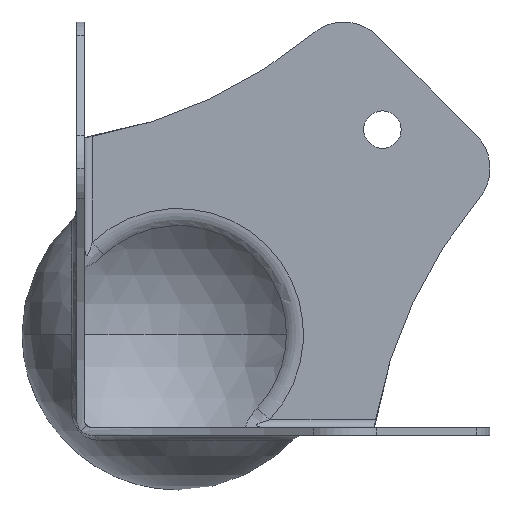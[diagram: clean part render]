
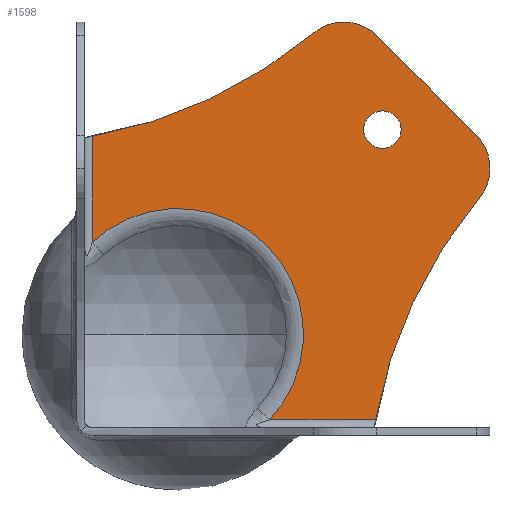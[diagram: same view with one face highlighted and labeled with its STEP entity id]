
A CAD part, front view. The second image highlights one B-rep face of the part: STEP entity #1598.
In plain terms, the highlighted planar face has unit normal (0, -1, 0).
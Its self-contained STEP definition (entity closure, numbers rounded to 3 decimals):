
#74 = AXIS2_PLACEMENT_3D ( 'NONE', #611, #1724, #2312 ) ;
#77 = PLANE ( 'NONE',  #2156 ) ;
#136 = DIRECTION ( 'NONE',  ( 0., -1., 0. ) ) ;
#158 = DIRECTION ( 'NONE',  ( 0., 0., -1. ) ) ;
#179 = VERTEX_POINT ( 'NONE', #1765 ) ;
#201 = CARTESIAN_POINT ( 'NONE',  ( 21.238, 12., 40. ) ) ;
#214 = VERTEX_POINT ( 'NONE', #457 ) ;
#262 = VERTEX_POINT ( 'NONE', #1454 ) ;
#271 = CARTESIAN_POINT ( 'NONE',  ( 0., 12., 0. ) ) ;
#293 = DIRECTION ( 'NONE',  ( 0., -1., 0. ) ) ;
#307 = EDGE_CURVE ( 'NONE', #179, #262, #1405, .T. ) ;
#314 = CARTESIAN_POINT ( 'NONE',  ( -11., 12., 11.747 ) ) ;
#410 = ORIENTED_EDGE ( 'NONE', *, *, #2452, .F. ) ;
#457 = CARTESIAN_POINT ( 'NONE',  ( 38.604, 12., 17.391 ) ) ;
#530 = VERTEX_POINT ( 'NONE', #1496 ) ;
#544 = ORIENTED_EDGE ( 'NONE', *, *, #2364, .F. ) ;
#549 = VECTOR ( 'NONE', #1504, 1000. ) ;
#553 = AXIS2_PLACEMENT_3D ( 'NONE', #1565, #293, #819 ) ;
#611 = CARTESIAN_POINT ( 'NONE',  ( -21.895, 12., 85.618 ) ) ;
#613 = DIRECTION ( 'NONE',  ( 0., -1., 0. ) ) ;
#614 = VERTEX_POINT ( 'NONE', #2296 ) ;
#650 = CARTESIAN_POINT ( 'NONE',  ( -13., 12., -11. ) ) ;
#685 = VERTEX_POINT ( 'NONE', #1936 ) ;
#689 = DIRECTION ( 'NONE',  ( 0., -1., 0. ) ) ;
#699 = CARTESIAN_POINT ( 'NONE',  ( 25.481, 12., 38.243 ) ) ;
#752 = CIRCLE ( 'NONE', #2357, 6. ) ;
#769 = DIRECTION ( 'NONE',  ( 0., 0., -1. ) ) ;
#774 = CIRCLE ( 'NONE', #553, 6. ) ;
#794 = AXIS2_PLACEMENT_3D ( 'NONE', #958, #1932, #769 ) ;
#819 = DIRECTION ( 'NONE',  ( 0., 0., -1. ) ) ;
#833 = EDGE_CURVE ( 'NONE', #214, #2195, #774, .T. ) ;
#864 = DIRECTION ( 'NONE',  ( 0., 0., -1. ) ) ;
#873 = CARTESIAN_POINT ( 'NONE',  ( 26.205, 12., 26.205 ) ) ;
#882 = ORIENTED_EDGE ( 'NONE', *, *, #1864, .T. ) ;
#896 = DIRECTION ( 'NONE',  ( 0., -1., 0. ) ) ;
#925 = EDGE_LOOP ( 'NONE', ( #1490, #1582 ) ) ;
#938 = CIRCLE ( 'NONE', #794, 61.267 ) ;
#939 = AXIS2_PLACEMENT_3D ( 'NONE', #271, #1388, #1411 ) ;
#958 = CARTESIAN_POINT ( 'NONE',  ( 85.618, 12., -21.895 ) ) ;
#964 = LINE ( 'NONE', #650, #2214 ) ;
#1004 = VERTEX_POINT ( 'NONE', #201 ) ;
#1015 = DIRECTION ( 'NONE',  ( -1., 0., 0. ) ) ;
#1061 = EDGE_LOOP ( 'NONE', ( #882, #1192, #1998, #544, #1375, #410, #1736, #1491, #1992 ) ) ;
#1152 = EDGE_CURVE ( 'NONE', #530, #214, #938, .T. ) ;
#1157 = CARTESIAN_POINT ( 'NONE',  ( -13., 12., 40. ) ) ;
#1192 = ORIENTED_EDGE ( 'NONE', *, *, #1802, .T. ) ;
#1209 = EDGE_CURVE ( 'NONE', #2394, #2107, #1299, .T. ) ;
#1254 = DIRECTION ( 'NONE',  ( 0., -1., 0. ) ) ;
#1299 = CIRCLE ( 'NONE', #939, 16.093 ) ;
#1362 = AXIS2_PLACEMENT_3D ( 'NONE', #1816, #1254, #1627 ) ;
#1364 = CARTESIAN_POINT ( 'NONE',  ( 5.362, 12., 58.362 ) ) ;
#1375 = ORIENTED_EDGE ( 'NONE', *, *, #1209, .F. ) ;
#1388 = DIRECTION ( 'NONE',  ( 0., -1., 0. ) ) ;
#1405 = CIRCLE ( 'NONE', #1704, 2.4 ) ;
#1411 = DIRECTION ( 'NONE',  ( 0., 0., -1. ) ) ;
#1454 = CARTESIAN_POINT ( 'NONE',  ( 26.205, 12., 28.605 ) ) ;
#1490 = ORIENTED_EDGE ( 'NONE', *, *, #2097, .F. ) ;
#1491 = ORIENTED_EDGE ( 'NONE', *, *, #833, .T. ) ;
#1496 = CARTESIAN_POINT ( 'NONE',  ( 25.327, 12., -11. ) ) ;
#1504 = DIRECTION ( 'NONE',  ( 0., 0., 1. ) ) ;
#1544 = DIRECTION ( 'NONE',  ( 0., 0., -1. ) ) ;
#1565 = CARTESIAN_POINT ( 'NONE',  ( 34., 12., 21.238 ) ) ;
#1577 = VERTEX_POINT ( 'NONE', #699 ) ;
#1582 = ORIENTED_EDGE ( 'NONE', *, *, #307, .F. ) ;
#1592 = VECTOR ( 'NONE', #1735, 1000. ) ;
#1598 = ADVANCED_FACE ( 'NONE', ( #2434, #1615 ), #77, .T. ) ;
#1615 = FACE_OUTER_BOUND ( 'NONE', #1061, .T. ) ;
#1618 = LINE ( 'NONE', #1861, #549 ) ;
#1626 = CARTESIAN_POINT ( 'NONE',  ( 26.205, 12., 26.205 ) ) ;
#1627 = DIRECTION ( 'NONE',  ( 0., 0., -1. ) ) ;
#1628 = EDGE_CURVE ( 'NONE', #2195, #1577, #2094, .T. ) ;
#1697 = CIRCLE ( 'NONE', #1362, 6. ) ;
#1704 = AXIS2_PLACEMENT_3D ( 'NONE', #1626, #689, #1796 ) ;
#1724 = DIRECTION ( 'NONE',  ( 0., -1., 0. ) ) ;
#1735 = DIRECTION ( 'NONE',  ( -0.707, 0., 0.707 ) ) ;
#1736 = ORIENTED_EDGE ( 'NONE', *, *, #1152, .T. ) ;
#1765 = CARTESIAN_POINT ( 'NONE',  ( 26.205, 12., 23.805 ) ) ;
#1796 = DIRECTION ( 'NONE',  ( 0., 0., -1. ) ) ;
#1802 = EDGE_CURVE ( 'NONE', #1004, #685, #1697, .T. ) ;
#1816 = CARTESIAN_POINT ( 'NONE',  ( 21.238, 12., 34. ) ) ;
#1861 = CARTESIAN_POINT ( 'NONE',  ( -11., 12., 40. ) ) ;
#1864 = EDGE_CURVE ( 'NONE', #1577, #1004, #752, .T. ) ;
#1932 = DIRECTION ( 'NONE',  ( 0., 1., 0. ) ) ;
#1936 = CARTESIAN_POINT ( 'NONE',  ( 17.391, 12., 38.604 ) ) ;
#1992 = ORIENTED_EDGE ( 'NONE', *, *, #1628, .T. ) ;
#1998 = ORIENTED_EDGE ( 'NONE', *, *, #2020, .F. ) ;
#2020 = EDGE_CURVE ( 'NONE', #614, #685, #2349, .T. ) ;
#2032 = CARTESIAN_POINT ( 'NONE',  ( 21.238, 12., 34. ) ) ;
#2094 = LINE ( 'NONE', #1364, #1592 ) ;
#2097 = EDGE_CURVE ( 'NONE', #262, #179, #2408, .T. ) ;
#2107 = VERTEX_POINT ( 'NONE', #314 ) ;
#2126 = CARTESIAN_POINT ( 'NONE',  ( 11.747, 12., -11. ) ) ;
#2156 = AXIS2_PLACEMENT_3D ( 'NONE', #1157, #613, #1544 ) ;
#2184 = CARTESIAN_POINT ( 'NONE',  ( 38.243, 12., 25.481 ) ) ;
#2195 = VERTEX_POINT ( 'NONE', #2184 ) ;
#2214 = VECTOR ( 'NONE', #1015, 1000. ) ;
#2296 = CARTESIAN_POINT ( 'NONE',  ( -11., 12., 25.327 ) ) ;
#2312 = DIRECTION ( 'NONE',  ( 0., 0., -1. ) ) ;
#2349 = CIRCLE ( 'NONE', #74, 61.267 ) ;
#2357 = AXIS2_PLACEMENT_3D ( 'NONE', #2032, #896, #158 ) ;
#2364 = EDGE_CURVE ( 'NONE', #2107, #614, #1618, .T. ) ;
#2394 = VERTEX_POINT ( 'NONE', #2126 ) ;
#2408 = CIRCLE ( 'NONE', #2435, 2.4 ) ;
#2434 = FACE_BOUND ( 'NONE', #925, .T. ) ;
#2435 = AXIS2_PLACEMENT_3D ( 'NONE', #873, #136, #864 ) ;
#2452 = EDGE_CURVE ( 'NONE', #530, #2394, #964, .T. ) ;
